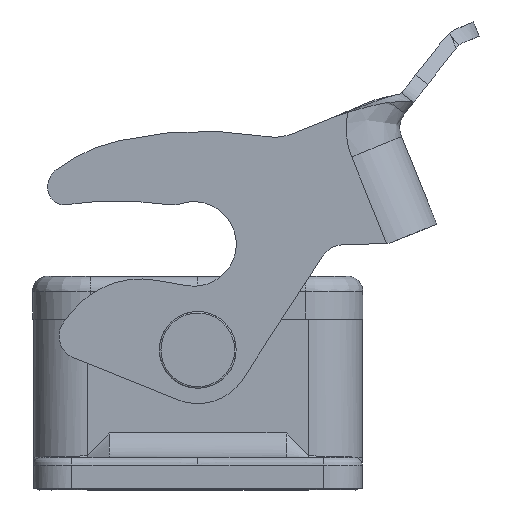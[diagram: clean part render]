
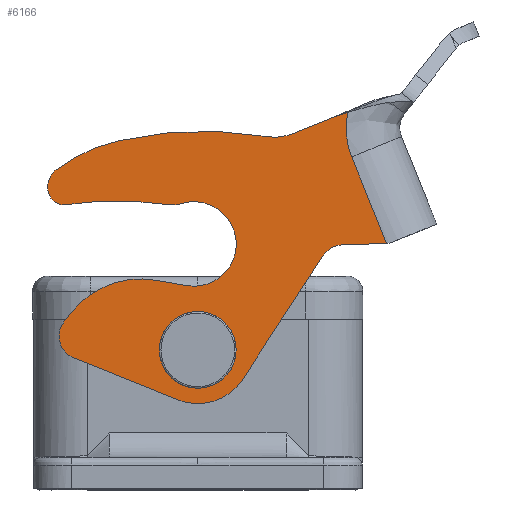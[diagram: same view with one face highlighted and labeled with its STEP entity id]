
A CAD part, left-side view. The second image highlights one B-rep face of the part: STEP entity #6166.
In plain terms, the highlighted planar face has unit normal (-1, 0, 0).
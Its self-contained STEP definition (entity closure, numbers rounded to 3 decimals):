
#5109=B_SPLINE_CURVE_WITH_KNOTS('',3,(#24196,#24197,#24198,#24199),
 .UNSPECIFIED.,.F.,.F.,(4,4),(0.,1.),.UNSPECIFIED.);
#6166=ADVANCED_FACE('',(#6995,#6996),#6483,.F.);
#6483=PLANE('',#15950);
#6704=CIRCLE('',#15845,5.);
#6753=CIRCLE('',#15935,10.);
#6756=CIRCLE('',#15938,6.);
#6757=CIRCLE('',#15939,49.5);
#6758=CIRCLE('',#15940,21.5);
#6759=CIRCLE('',#15941,2.8);
#6760=CIRCLE('',#15942,2.);
#6761=CIRCLE('',#15943,44.);
#6762=CIRCLE('',#15944,5.);
#6763=CIRCLE('',#15945,5.5);
#6764=CIRCLE('',#15946,11.5);
#6765=CIRCLE('',#15947,3.);
#6766=CIRCLE('',#15948,7.);
#6767=CIRCLE('',#15949,3.);
#6995=FACE_BOUND('',#7534,.T.);
#6996=FACE_BOUND('',#7535,.T.);
#7534=EDGE_LOOP('',(#10138));
#7535=EDGE_LOOP('',(#10139,#10140,#10141,#10142,#10143,#10144,#10145,#10146,
#10147,#10148,#10149,#10150,#10151,#10152,#10153,#10154,#10155,#10156,#10157,
#10158,#10159));
#10138=ORIENTED_EDGE('',*,*,#13007,.T.);
#10139=ORIENTED_EDGE('',*,*,#13183,.T.);
#10140=ORIENTED_EDGE('',*,*,#13184,.T.);
#10141=ORIENTED_EDGE('',*,*,#13185,.T.);
#10142=ORIENTED_EDGE('',*,*,#13186,.T.);
#10143=ORIENTED_EDGE('',*,*,#13187,.T.);
#10144=ORIENTED_EDGE('',*,*,#13188,.T.);
#10145=ORIENTED_EDGE('',*,*,#13189,.T.);
#10146=ORIENTED_EDGE('',*,*,#13190,.T.);
#10147=ORIENTED_EDGE('',*,*,#13191,.T.);
#10148=ORIENTED_EDGE('',*,*,#13192,.T.);
#10149=ORIENTED_EDGE('',*,*,#13193,.T.);
#10150=ORIENTED_EDGE('',*,*,#13194,.T.);
#10151=ORIENTED_EDGE('',*,*,#13195,.T.);
#10152=ORIENTED_EDGE('',*,*,#13196,.T.);
#10153=ORIENTED_EDGE('',*,*,#13197,.T.);
#10154=ORIENTED_EDGE('',*,*,#13198,.T.);
#10155=ORIENTED_EDGE('',*,*,#13199,.T.);
#10156=ORIENTED_EDGE('',*,*,#13200,.T.);
#10157=ORIENTED_EDGE('',*,*,#13176,.F.);
#10158=ORIENTED_EDGE('',*,*,#13180,.F.);
#10159=ORIENTED_EDGE('',*,*,#13136,.F.);
#11609=VERTEX_POINT('',#23659);
#11683=VERTEX_POINT('',#24195);
#11684=VERTEX_POINT('',#24200);
#11717=VERTEX_POINT('',#24348);
#11718=VERTEX_POINT('',#24349);
#11720=VERTEX_POINT('',#24387);
#11721=VERTEX_POINT('',#24389);
#11722=VERTEX_POINT('',#24391);
#11723=VERTEX_POINT('',#24393);
#11724=VERTEX_POINT('',#24395);
#11725=VERTEX_POINT('',#24397);
#11726=VERTEX_POINT('',#24399);
#11727=VERTEX_POINT('',#24401);
#11728=VERTEX_POINT('',#24403);
#11729=VERTEX_POINT('',#24405);
#11730=VERTEX_POINT('',#24407);
#11731=VERTEX_POINT('',#24409);
#11732=VERTEX_POINT('',#24411);
#11733=VERTEX_POINT('',#24413);
#11734=VERTEX_POINT('',#24415);
#11735=VERTEX_POINT('',#24417);
#11736=VERTEX_POINT('',#24419);
#13007=EDGE_CURVE('',#11609,#11609,#6704,.T.);
#13136=EDGE_CURVE('',#11683,#11684,#5109,.T.);
#13176=EDGE_CURVE('',#11717,#11718,#14220,.T.);
#13180=EDGE_CURVE('',#11684,#11717,#6753,.T.);
#13183=EDGE_CURVE('',#11683,#11720,#14222,.T.);
#13184=EDGE_CURVE('',#11720,#11721,#6756,.T.);
#13185=EDGE_CURVE('',#11721,#11722,#6757,.T.);
#13186=EDGE_CURVE('',#11722,#11723,#6758,.T.);
#13187=EDGE_CURVE('',#11723,#11724,#6759,.T.);
#13188=EDGE_CURVE('',#11724,#11725,#6760,.T.);
#13189=EDGE_CURVE('',#11725,#11726,#6761,.T.);
#13190=EDGE_CURVE('',#11726,#11727,#6762,.T.);
#13191=EDGE_CURVE('',#11727,#11728,#6763,.T.);
#13192=EDGE_CURVE('',#11728,#11729,#14223,.T.);
#13193=EDGE_CURVE('',#11729,#11730,#6764,.T.);
#13194=EDGE_CURVE('',#11730,#11731,#14224,.T.);
#13195=EDGE_CURVE('',#11731,#11732,#6765,.T.);
#13196=EDGE_CURVE('',#11732,#11733,#14225,.T.);
#13197=EDGE_CURVE('',#11733,#11734,#6766,.T.);
#13198=EDGE_CURVE('',#11734,#11735,#14226,.T.);
#13199=EDGE_CURVE('',#11735,#11736,#6767,.T.);
#13200=EDGE_CURVE('',#11736,#11718,#14227,.T.);
#14220=LINE('',#24347,#15110);
#14222=LINE('',#24386,#15112);
#14223=LINE('',#24404,#15113);
#14224=LINE('',#24408,#15114);
#14225=LINE('',#24412,#15115);
#14226=LINE('',#24416,#15116);
#14227=LINE('',#24420,#15117);
#15110=VECTOR('',#18158,1.);
#15112=VECTOR('',#18170,1.);
#15113=VECTOR('',#18187,1.);
#15114=VECTOR('',#18190,1.);
#15115=VECTOR('',#18193,1.);
#15116=VECTOR('',#18196,1.);
#15117=VECTOR('',#18199,1.);
#15845=AXIS2_PLACEMENT_3D('',#23658,#17897,#17898);
#15935=AXIS2_PLACEMENT_3D('',#24358,#18164,#18165);
#15938=AXIS2_PLACEMENT_3D('',#24388,#18171,#18172);
#15939=AXIS2_PLACEMENT_3D('',#24390,#18173,#18174);
#15940=AXIS2_PLACEMENT_3D('',#24392,#18175,#18176);
#15941=AXIS2_PLACEMENT_3D('',#24394,#18177,#18178);
#15942=AXIS2_PLACEMENT_3D('',#24396,#18179,#18180);
#15943=AXIS2_PLACEMENT_3D('',#24398,#18181,#18182);
#15944=AXIS2_PLACEMENT_3D('',#24400,#18183,#18184);
#15945=AXIS2_PLACEMENT_3D('',#24402,#18185,#18186);
#15946=AXIS2_PLACEMENT_3D('',#24406,#18188,#18189);
#15947=AXIS2_PLACEMENT_3D('',#24410,#18191,#18192);
#15948=AXIS2_PLACEMENT_3D('',#24414,#18194,#18195);
#15949=AXIS2_PLACEMENT_3D('',#24418,#18197,#18198);
#15950=AXIS2_PLACEMENT_3D('',#24421,#18200,#18201);
#17897=DIRECTION('',(1.,0.,0.));
#17898=DIRECTION('',(0.,0.,-1.));
#18158=DIRECTION('',(0.,-0.375,-0.927));
#18164=DIRECTION('',(-1.,0.,0.));
#18165=DIRECTION('',(0.,0.979,0.204));
#18170=DIRECTION('',(0.,0.927,-0.375));
#18171=DIRECTION('',(1.,0.,0.));
#18172=DIRECTION('',(0.,-0.375,-0.927));
#18173=DIRECTION('',(-1.,0.,0.));
#18174=DIRECTION('',(0.,-0.167,0.986));
#18175=DIRECTION('',(-1.,0.,0.));
#18176=DIRECTION('',(0.,0.223,0.975));
#18177=DIRECTION('',(-1.,0.,0.));
#18178=DIRECTION('',(0.,0.6,0.8));
#18179=DIRECTION('',(-1.,0.,0.));
#18180=DIRECTION('',(0.,0.907,-0.42));
#18181=DIRECTION('',(1.,0.,0.));
#18182=DIRECTION('',(0.,0.151,0.989));
#18183=DIRECTION('',(-1.,0.,0.));
#18184=DIRECTION('',(0.,0.147,-0.989));
#18185=DIRECTION('',(1.,0.,0.));
#18186=DIRECTION('',(0.,0.275,0.962));
#18187=DIRECTION('',(0.,0.985,0.17));
#18188=DIRECTION('',(-1.,0.,0.));
#18189=DIRECTION('',(0.,-0.17,0.985));
#18190=DIRECTION('',(0.,0.62,-0.784));
#18191=DIRECTION('',(-1.,0.,0.));
#18192=DIRECTION('',(0.,0.784,0.62));
#18193=DIRECTION('',(0.,-0.927,-0.375));
#18194=DIRECTION('',(-1.,0.,0.));
#18195=DIRECTION('',(0.,0.375,-0.927));
#18196=DIRECTION('',(0.,-0.544,0.839));
#18197=DIRECTION('',(1.,0.,0.));
#18198=DIRECTION('',(0.,0.839,0.544));
#18199=DIRECTION('',(0.,-0.999,0.035));
#18200=DIRECTION('',(1.,0.,0.));
#18201=DIRECTION('',(0.,-0.999,0.035));
#23658=CARTESIAN_POINT('',(-70.651,0.,-6.249));
#23659=CARTESIAN_POINT('',(-70.651,0.,-11.249));
#24195=CARTESIAN_POINT('',(-70.651,-17.912,24.163));
#24196=CARTESIAN_POINT('',(-70.651,-17.912,24.163));
#24197=CARTESIAN_POINT('',(-70.651,-18.451,24.338));
#24198=CARTESIAN_POINT('',(-70.651,-18.987,24.51));
#24199=CARTESIAN_POINT('',(-70.651,-19.526,24.673));
#24200=CARTESIAN_POINT('',(-70.651,-19.526,24.673));
#24347=CARTESIAN_POINT('',(-70.651,-20.044,18.887));
#24348=CARTESIAN_POINT('',(-70.651,-20.044,18.887));
#24349=CARTESIAN_POINT('',(-70.651,-24.596,7.618));
#24358=CARTESIAN_POINT('',(-70.651,-29.315,22.633));
#24386=CARTESIAN_POINT('',(-70.651,-17.912,24.163));
#24387=CARTESIAN_POINT('',(-70.651,-12.278,21.887));
#24388=CARTESIAN_POINT('',(-70.651,-10.03,27.45));
#24389=CARTESIAN_POINT('',(-70.651,-9.025,21.535));
#24390=CARTESIAN_POINT('',(-70.651,-0.734,-27.266));
#24391=CARTESIAN_POINT('',(-70.651,10.326,20.982));
#24392=CARTESIAN_POINT('',(-70.651,5.522,0.026));
#24393=CARTESIAN_POINT('',(-70.651,18.432,17.219));
#24394=CARTESIAN_POINT('',(-70.651,16.751,14.98));
#24395=CARTESIAN_POINT('',(-70.651,19.292,13.803));
#24396=CARTESIAN_POINT('',(-70.651,17.477,14.643));
#24397=CARTESIAN_POINT('',(-70.651,17.176,12.666));
#24398=CARTESIAN_POINT('',(-70.651,10.548,-30.832));
#24399=CARTESIAN_POINT('',(-70.651,4.099,12.693));
#24400=CARTESIAN_POINT('',(-70.651,3.366,17.639));
#24401=CARTESIAN_POINT('',(-70.651,1.993,12.831));
#24402=CARTESIAN_POINT('',(-70.651,0.482,7.543));
#24403=CARTESIAN_POINT('',(-70.651,1.418,2.123));
#24404=CARTESIAN_POINT('',(-70.651,1.418,2.123));
#24405=CARTESIAN_POINT('',(-70.651,5.468,2.823));
#24406=CARTESIAN_POINT('',(-70.651,7.426,-8.509));
#24407=CARTESIAN_POINT('',(-70.651,16.445,-1.375));
#24408=CARTESIAN_POINT('',(-70.651,16.445,-1.375));
#24409=CARTESIAN_POINT('',(-70.651,17.424,-2.613));
#24410=CARTESIAN_POINT('',(-70.651,15.071,-4.474));
#24411=CARTESIAN_POINT('',(-70.651,16.195,-7.255));
#24412=CARTESIAN_POINT('',(-70.651,16.195,-7.255));
#24413=CARTESIAN_POINT('',(-70.651,2.622,-12.739));
#24414=CARTESIAN_POINT('',(-70.651,0.,-6.249));
#24415=CARTESIAN_POINT('',(-70.651,-5.872,-10.059));
#24416=CARTESIAN_POINT('',(-70.651,-5.872,-10.059));
#24417=CARTESIAN_POINT('',(-70.651,-16.323,6.048));
#24418=CARTESIAN_POINT('',(-70.651,-18.839,4.415));
#24419=CARTESIAN_POINT('',(-70.651,-18.735,7.413));
#24420=CARTESIAN_POINT('',(-70.651,-18.735,7.413));
#24421=CARTESIAN_POINT('',(-70.651,22.509,24.541));
